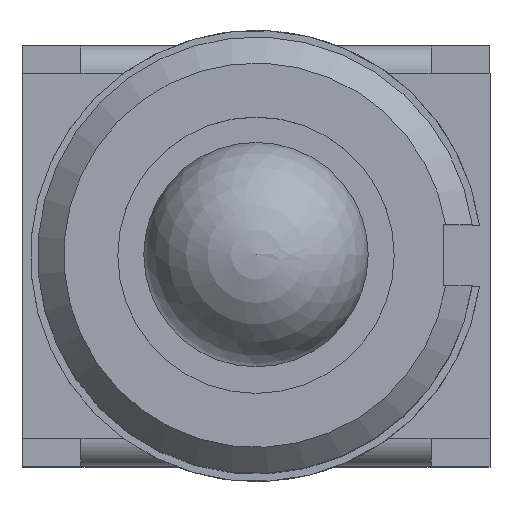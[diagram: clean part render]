
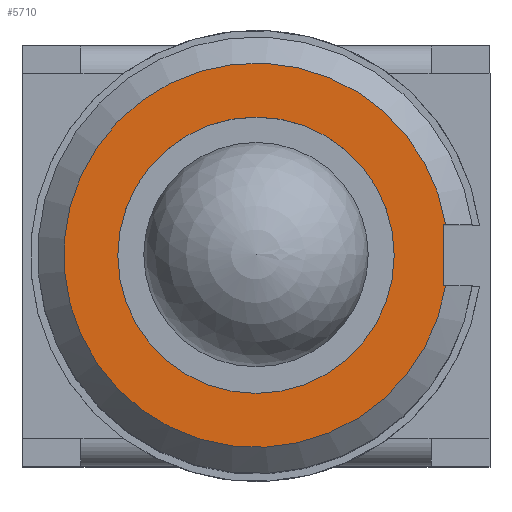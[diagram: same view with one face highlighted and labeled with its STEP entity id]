
A CAD part, top view. The second image highlights one B-rep face of the part: STEP entity #5710.
In plain terms, the highlighted planar face has unit normal (0, 0, 1).
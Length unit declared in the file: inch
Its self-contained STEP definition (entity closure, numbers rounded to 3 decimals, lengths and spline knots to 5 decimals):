
#5618=CARTESIAN_POINT('',(0.20273,0.03248,0.81811));
#5619=VERTEX_POINT('',#5618);
#5644=CARTESIAN_POINT('',(0.20273,-0.03248,0.81811));
#5645=VERTEX_POINT('',#5644);
#5659=CARTESIAN_POINT('',(0.,0.,0.81811));
#5660=DIRECTION('',(0.0,0.0,-1.0));
#5661=DIRECTION('',(-0.99,-0.139,0.0));
#5662=AXIS2_PLACEMENT_3D('',#5659,#5660,#5661);
#5663=CIRCLE('',#5662,0.20531);
#5664=EDGE_CURVE('',#5645,#5619,#5663,.T.);
#5669=CARTESIAN_POINT('',(0.22313,0.22513,0.81811));
#5670=DIRECTION('',(0.0,0.0,1.0));
#5671=DIRECTION('',(1.0,0.0,0.0));
#5672=AXIS2_PLACEMENT_3D('',#5669,#5670,#5671);
#5673=PLANE('',#5672);
#5674=ORIENTED_EDGE('',*,*,#5664,.F.);
#5675=CARTESIAN_POINT('',(0.19989,-0.03248,0.81811));
#5676=VERTEX_POINT('',#5675);
#5677=CARTESIAN_POINT('',(0.19989,-0.03248,0.81811));
#5678=DIRECTION('',(1.0,0.0,0.0));
#5679=VECTOR('',#5678,0.00284);
#5680=LINE('',#5677,#5679);
#5681=EDGE_CURVE('',#5676,#5645,#5680,.T.);
#5682=ORIENTED_EDGE('',*,*,#5681,.F.);
#5683=CARTESIAN_POINT('',(0.19989,0.03248,0.81811));
#5684=VERTEX_POINT('',#5683);
#5685=CARTESIAN_POINT('',(0.19989,0.03248,0.81811));
#5686=DIRECTION('',(0.0,-1.0,0.0));
#5687=VECTOR('',#5686,0.06496);
#5688=LINE('',#5685,#5687);
#5689=EDGE_CURVE('',#5684,#5676,#5688,.T.);
#5690=ORIENTED_EDGE('',*,*,#5689,.F.);
#5691=CARTESIAN_POINT('',(0.20273,0.03248,0.81811));
#5692=DIRECTION('',(-1.0,0.0,0.0));
#5693=VECTOR('',#5692,0.00284);
#5694=LINE('',#5691,#5693);
#5695=EDGE_CURVE('',#5619,#5684,#5694,.T.);
#5696=ORIENTED_EDGE('',*,*,#5695,.F.);
#5697=EDGE_LOOP('',(#5674,#5682,#5690,#5696));
#5698=FACE_OUTER_BOUND('',#5697,.T.);
#5699=CARTESIAN_POINT('',(-0.14764,0.,0.81811));
#5700=VERTEX_POINT('',#5699);
#5701=CARTESIAN_POINT('',(0.,0.,0.81811));
#5702=DIRECTION('',(0.0,0.0,-1.0));
#5703=DIRECTION('',(1.0,0.0,0.0));
#5704=AXIS2_PLACEMENT_3D('',#5701,#5702,#5703);
#5705=CIRCLE('',#5704,0.14764);
#5706=EDGE_CURVE('',#5700,#5700,#5705,.T.);
#5707=ORIENTED_EDGE('',*,*,#5706,.T.);
#5708=EDGE_LOOP('',(#5707));
#5709=FACE_BOUND('',#5708,.T.);
#5710=ADVANCED_FACE('',(#5698,#5709),#5673,.T.);
